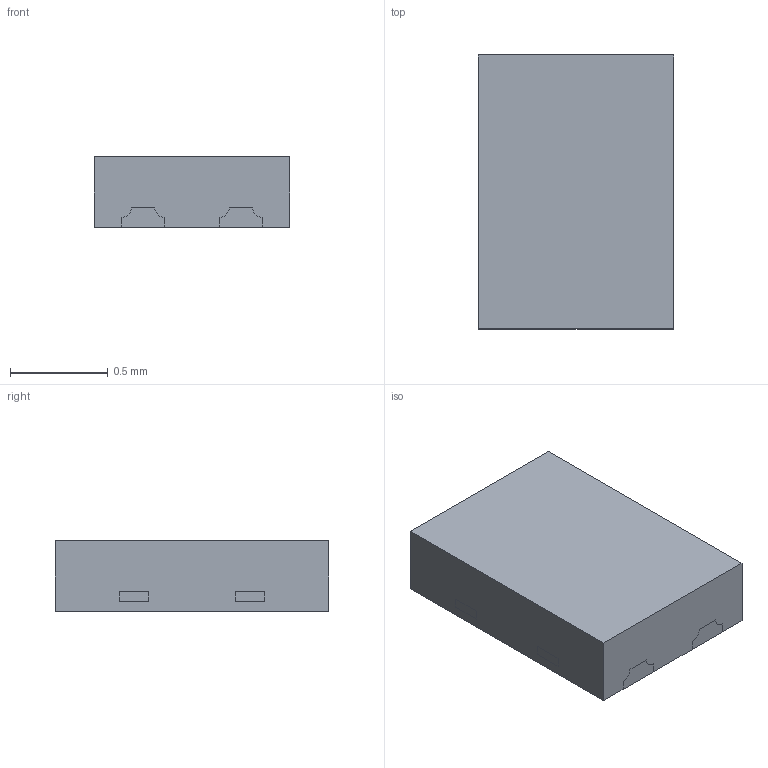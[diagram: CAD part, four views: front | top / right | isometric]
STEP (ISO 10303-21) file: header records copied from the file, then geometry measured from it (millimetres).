
FILE_DESCRIPTION(/* description */ (''),/* implementation_level */ '2;1');
FILE_NAME(/* name */ 'DFN1410A-4_STP',/* time_stamp */ '2020-09-22T08:36:30+08:00',/* author */ ('Wei Wu'),/* organization */ ('Diodes'),/* preprocessor_version */ 'ST-DEVELOPER v16.7',/* originating_system */ 'DEX',/* authorisation */ $);
FILE_SCHEMA (('AUTOMOTIVE_DESIGN {1 0 10303 214 3 1 1}'));
Length unit declared in the file: millimetre
Products named in the file (3): DFN1410A-4; Compound; LF
Assembly tree (2 placements, depth 2):
  DFN1410A-4
    Compound
    LF
Bounding box: 1 x 1.4 x 0.36 mm (x, y, z)
Volume: 0.5 mm3; surface area: 8.4 mm2
Topology: 6 solids, 6 shells, 217 faces, 602 edges, 396 vertices
Faces by surface type: plane 167, cylinder 50
Entity records: 7731 total; most frequent: CARTESIAN_POINT 1218, ORIENTED_EDGE 1204, DIRECTION 1142, EDGE_CURVE 602, LINE 502, VECTOR 502, VERTEX_POINT 396, AXIS2_PLACEMENT_3D 320
